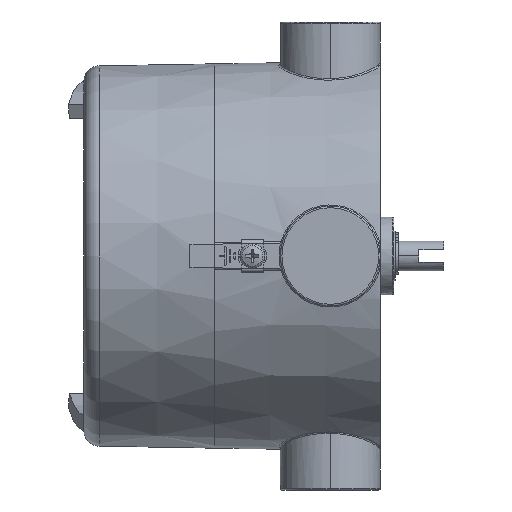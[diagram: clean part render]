
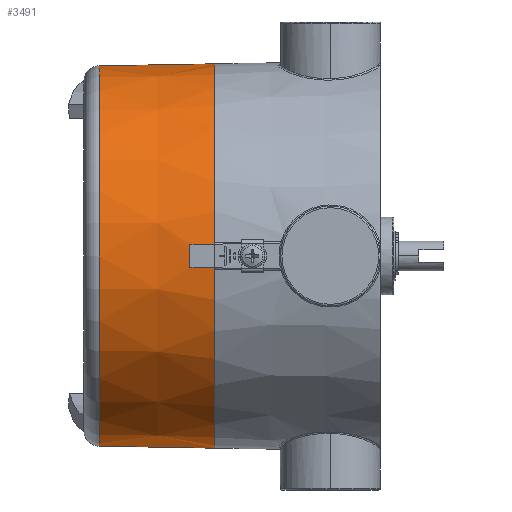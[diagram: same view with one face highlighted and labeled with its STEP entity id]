
A CAD part, left-side view. The second image highlights one B-rep face of the part: STEP entity #3491.
In plain terms, the highlighted conical face has half-angle 1 degrees and reference radius 61.59 mm.
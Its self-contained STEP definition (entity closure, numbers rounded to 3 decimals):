
#1132 = EDGE_CURVE ( 'NONE', #20648, #23362, #10555, .T. ) ;
#1752 = CARTESIAN_POINT ( 'NONE',  ( -61.341, 61., -3.66 ) ) ;
#2397 = CARTESIAN_POINT ( 'NONE',  ( 0., 53., -61.59 ) ) ;
#3491 = ADVANCED_FACE ( 'NONE', ( #15800 ), #15238, .T. ) ;
#3871 = CARTESIAN_POINT ( 'NONE',  ( 0., 53., 0. ) ) ;
#4075 = VERTEX_POINT ( 'NONE', #1752 ) ;
#4135 = EDGE_CURVE ( 'NONE', #11526, #20648, #9843, .T. ) ;
#4482 = AXIS2_PLACEMENT_3D ( 'NONE', #17022, #6202, #18822 ) ;
#4684 = VERTEX_POINT ( 'NONE', #17463 ) ;
#4932 = DIRECTION ( 'NONE',  ( 0., -1., 0. ) ) ;
#5005 = AXIS2_PLACEMENT_3D ( 'NONE', #19160, #8342, #20983 ) ;
#5427 = ORIENTED_EDGE ( 'NONE', *, *, #18895, .T. ) ;
#6202 = DIRECTION ( 'NONE',  ( 0., -1., 0. ) ) ;
#6217 = CIRCLE ( 'NONE', #4482, 60.943 ) ;
#6594 = AXIS2_PLACEMENT_3D ( 'NONE', #19333, #8515, #21151 ) ;
#7019 = EDGE_CURVE ( 'NONE', #11526, #18491, #6217, .T. ) ;
#8189 = B_SPLINE_CURVE_WITH_KNOTS ( 'NONE', 3,
 ( #9736, #11569, #9912, #22527 ),
 .UNSPECIFIED., .F., .F.,
 ( 4, 4 ),
 ( 0., 0.008 ),
 .UNSPECIFIED. ) ;
#8342 = DIRECTION ( 'NONE',  ( 0., -1., 0. ) ) ;
#8447 = CIRCLE ( 'NONE', #6594, 61.59 ) ;
#8487 = CARTESIAN_POINT ( 'NONE',  ( 0., 90.087, -60.943 ) ) ;
#8502 = CARTESIAN_POINT ( 'NONE',  ( 0., 53., 61.59 ) ) ;
#8515 = DIRECTION ( 'NONE',  ( 0., -1., 0. ) ) ;
#8795 = ORIENTED_EDGE ( 'NONE', *, *, #12490, .T. ) ;
#9074 = CARTESIAN_POINT ( 'NONE',  ( -61.473, 53., 3.8 ) ) ;
#9589 = CARTESIAN_POINT ( 'NONE',  ( -61.473, 53., 3.8 ) ) ;
#9736 = CARTESIAN_POINT ( 'NONE',  ( -61.473, 53., -3.8 ) ) ;
#9843 = LINE ( 'NONE', #19970, #18864 ) ;
#9912 = CARTESIAN_POINT ( 'NONE',  ( -61.385, 58.333, -3.707 ) ) ;
#9922 = VECTOR ( 'NONE', #10373, 1000. ) ;
#10277 = AXIS2_PLACEMENT_3D ( 'NONE', #15776, #4932, #17581 ) ;
#10373 = DIRECTION ( 'NONE',  ( 0., -1., -0.017 ) ) ;
#10555 = CIRCLE ( 'NONE', #10277, 61.59 ) ;
#10965 = ORIENTED_EDGE ( 'NONE', *, *, #4135, .F. ) ;
#11113 = ORIENTED_EDGE ( 'NONE', *, *, #13440, .F. ) ;
#11423 = EDGE_LOOP ( 'NONE', ( #20223, #8795, #11113, #5427, #20789, #18826, #23298, #10965 ) ) ;
#11526 = VERTEX_POINT ( 'NONE', #13722 ) ;
#11569 = CARTESIAN_POINT ( 'NONE',  ( -61.429, 55.667, -3.753 ) ) ;
#12446 = AXIS2_PLACEMENT_3D ( 'NONE', #3871, #16521, #18325 ) ;
#12490 = EDGE_CURVE ( 'NONE', #18491, #15107, #14721, .T. ) ;
#13177 = CARTESIAN_POINT ( 'NONE',  ( -61.341, 61., 3.66 ) ) ;
#13440 = EDGE_CURVE ( 'NONE', #4684, #15107, #8447, .T. ) ;
#13722 = CARTESIAN_POINT ( 'NONE',  ( 0., 90.087, 60.943 ) ) ;
#14721 = LINE ( 'NONE', #15670, #9922 ) ;
#15107 = VERTEX_POINT ( 'NONE', #2397 ) ;
#15238 = CONICAL_SURFACE ( 'NONE', #12446, 61.59, 0.017 ) ;
#15670 = CARTESIAN_POINT ( 'NONE',  ( 0., 53., -61.59 ) ) ;
#15776 = CARTESIAN_POINT ( 'NONE',  ( 0., 53., 0. ) ) ;
#15800 = FACE_OUTER_BOUND ( 'NONE', #11423, .T. ) ;
#16265 = CARTESIAN_POINT ( 'NONE',  ( -61.385, 58.333, 3.707 ) ) ;
#16521 = DIRECTION ( 'NONE',  ( 0., -1., 0. ) ) ;
#17022 = CARTESIAN_POINT ( 'NONE',  ( 0., 90.087, 0. ) ) ;
#17463 = CARTESIAN_POINT ( 'NONE',  ( -61.473, 53., -3.8 ) ) ;
#17581 = DIRECTION ( 'NONE',  ( 0., 0., -1. ) ) ;
#18083 = CARTESIAN_POINT ( 'NONE',  ( -61.429, 55.667, 3.753 ) ) ;
#18325 = DIRECTION ( 'NONE',  ( 0., 0., 1. ) ) ;
#18491 = VERTEX_POINT ( 'NONE', #8487 ) ;
#18822 = DIRECTION ( 'NONE',  ( 0., 0., -1. ) ) ;
#18826 = ORIENTED_EDGE ( 'NONE', *, *, #20308, .T. ) ;
#18864 = VECTOR ( 'NONE', #21784, 1000. ) ;
#18895 = EDGE_CURVE ( 'NONE', #4684, #4075, #8189, .T. ) ;
#19160 = CARTESIAN_POINT ( 'NONE',  ( 0., 61., 0. ) ) ;
#19333 = CARTESIAN_POINT ( 'NONE',  ( 0., 53., 0. ) ) ;
#19882 = CARTESIAN_POINT ( 'NONE',  ( -61.341, 61., 3.66 ) ) ;
#19970 = CARTESIAN_POINT ( 'NONE',  ( 0., 53., 61.59 ) ) ;
#20223 = ORIENTED_EDGE ( 'NONE', *, *, #7019, .T. ) ;
#20308 = EDGE_CURVE ( 'NONE', #20451, #23362, #21780, .T. ) ;
#20451 = VERTEX_POINT ( 'NONE', #13177 ) ;
#20648 = VERTEX_POINT ( 'NONE', #8502 ) ;
#20789 = ORIENTED_EDGE ( 'NONE', *, *, #21925, .F. ) ;
#20983 = DIRECTION ( 'NONE',  ( 0., 0., -1. ) ) ;
#21151 = DIRECTION ( 'NONE',  ( 0., 0., -1. ) ) ;
#21780 = B_SPLINE_CURVE_WITH_KNOTS ( 'NONE', 3,
 ( #19882, #16265, #18083, #9074 ),
 .UNSPECIFIED., .F., .F.,
 ( 4, 4 ),
 ( 0., 0.008 ),
 .UNSPECIFIED. ) ;
#21784 = DIRECTION ( 'NONE',  ( 0., -1., 0.017 ) ) ;
#21925 = EDGE_CURVE ( 'NONE', #20451, #4075, #23174, .T. ) ;
#22527 = CARTESIAN_POINT ( 'NONE',  ( -61.341, 61., -3.66 ) ) ;
#23174 = CIRCLE ( 'NONE', #5005, 61.45 ) ;
#23298 = ORIENTED_EDGE ( 'NONE', *, *, #1132, .F. ) ;
#23362 = VERTEX_POINT ( 'NONE', #9589 ) ;
